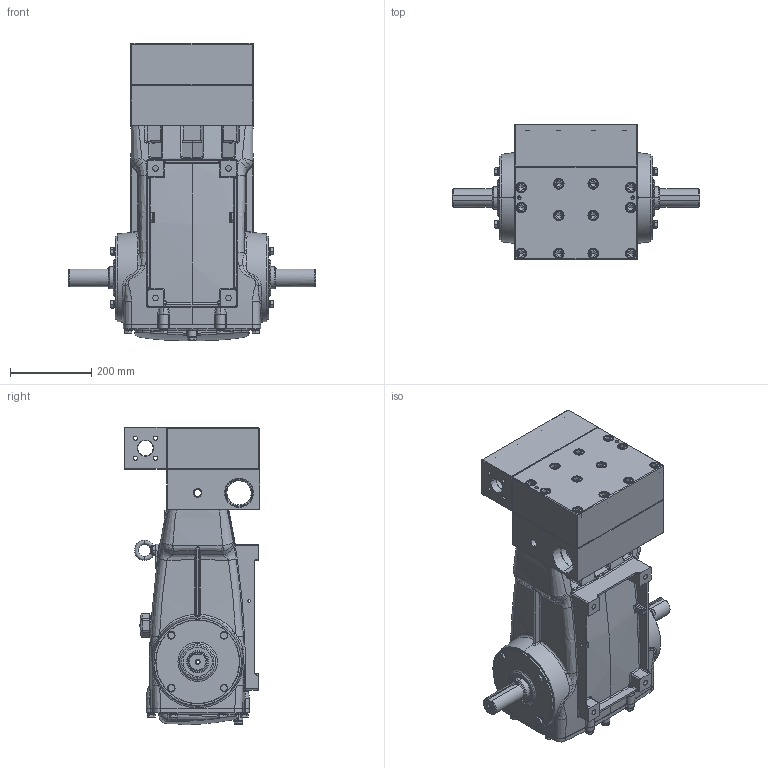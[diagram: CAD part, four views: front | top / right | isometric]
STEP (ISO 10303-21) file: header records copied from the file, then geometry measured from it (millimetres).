
FILE_DESCRIPTION (( 'STEP AP203' ), '1' );
FILE_NAME ('6841K.STEP', '2022-06-02T13:50:59', ( '' ), ( '' ), 'SwSTEP 2.0', 'SolidWorks 2021', '' );
FILE_SCHEMA (( 'CONFIG_CONTROL_DESIGN' ));
Products named in the file (1): 6841K
Bounding box: 610 x 334 x 735.26 mm (x, y, z)
Surface area: 1541423.2 mm2 (no closed solid volume)
Topology: 0 solids, 95 shells, 1500 faces, 4387 edges, 2856 vertices
Faces by surface type: plane 497, cylinder 390, bspline 316, cone 173, torus 89, sphere 35
Entity records: 69055 total; most frequent: CARTESIAN_POINT 31947, DIRECTION 7458, ORIENTED_EDGE 7412, EDGE_CURVE 4307, AXIS2_PLACEMENT_3D 2951, VERTEX_POINT 2842, CIRCLE 1766, EDGE_LOOP 1735
